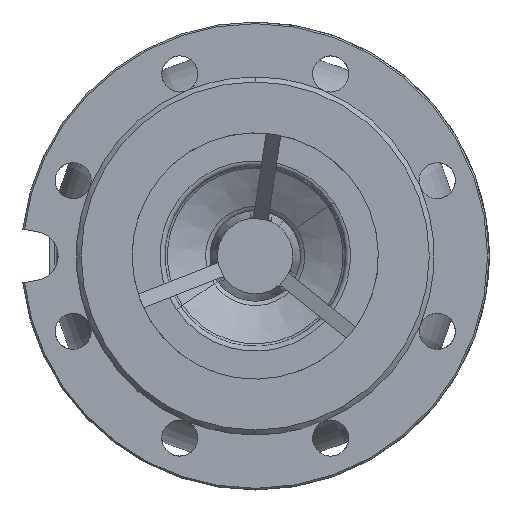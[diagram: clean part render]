
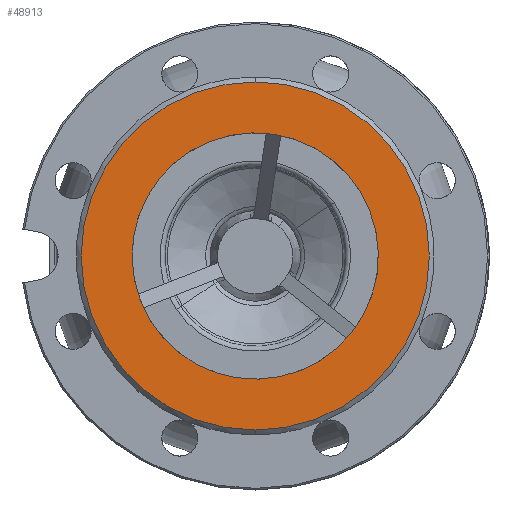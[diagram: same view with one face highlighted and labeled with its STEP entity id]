
A CAD part, left-side view. The second image highlights one B-rep face of the part: STEP entity #48913.
In plain terms, the highlighted planar face has unit normal (-1, 0, 0).
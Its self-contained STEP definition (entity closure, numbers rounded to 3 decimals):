
#11235 = CARTESIAN_POINT ( 'NONE',  ( -115., 58.668, 46.724 ) ) ;
#13247 = AXIS2_PLACEMENT_3D ( 'NONE', #13271, #13270, #13269 ) ;
#13269 = DIRECTION ( 'NONE',  ( 0., 0.782, 0.623 ) ) ;
#13270 = DIRECTION ( 'NONE',  ( -1., 0., 0. ) ) ;
#13271 = CARTESIAN_POINT ( 'NONE',  ( -115., 0., 0. ) ) ;
#13272 = CIRCLE ( 'NONE', #13247, 75. ) ;
#26934 = FACE_BOUND ( 'NONE', #48911, .T. ) ;
#26953 = AXIS2_PLACEMENT_3D ( 'NONE', #27089, #27087, #27085 ) ;
#26959 = PLANE ( 'NONE',  #26953 ) ;
#27036 = FACE_OUTER_BOUND ( 'NONE', #48900, .T. ) ;
#27085 = DIRECTION ( 'NONE',  ( 0., 0., 1. ) ) ;
#27087 = DIRECTION ( 'NONE',  ( -1., 0., 0. ) ) ;
#27089 = CARTESIAN_POINT ( 'NONE',  ( -115., 106., 0. ) ) ;
#27271 = CIRCLE ( 'NONE', #27329, 106. ) ;
#27325 = DIRECTION ( 'NONE',  ( 0., 0., 1. ) ) ;
#27326 = DIRECTION ( 'NONE',  ( -1., 0., 0. ) ) ;
#27328 = CARTESIAN_POINT ( 'NONE',  ( -115., 0., 0. ) ) ;
#27329 = AXIS2_PLACEMENT_3D ( 'NONE', #27328, #27326, #27325 ) ;
#28390 = CIRCLE ( 'NONE', #28420, 75. ) ;
#28417 = DIRECTION ( 'NONE',  ( 0., 0.782, 0.623 ) ) ;
#28418 = DIRECTION ( 'NONE',  ( -1., 0., 0. ) ) ;
#28419 = CARTESIAN_POINT ( 'NONE',  ( -115., 0., 0. ) ) ;
#28420 = AXIS2_PLACEMENT_3D ( 'NONE', #28419, #28418, #28417 ) ;
#28617 = CARTESIAN_POINT ( 'NONE',  ( -115., -58.668, -46.724 ) ) ;
#28963 = VERTEX_POINT ( 'NONE', #11235 ) ;
#30608 = EDGE_CURVE ( 'NONE', #55625, #28963, #13272, .T. ) ;
#41876 = VERTEX_POINT ( 'NONE', #53931 ) ;
#41893 = VERTEX_POINT ( 'NONE', #53969 ) ;
#41899 = EDGE_CURVE ( 'NONE', #41893, #41876, #53956, .T. ) ;
#48889 = ORIENTED_EDGE ( 'NONE', *, *, #49059, .T. ) ;
#48900 = EDGE_LOOP ( 'NONE', ( #48889, #53894 ) ) ;
#48911 = EDGE_LOOP ( 'NONE', ( #53860, #48914 ) ) ;
#48913 = ADVANCED_FACE ( 'NONE', ( #27036, #26934 ), #26959, .T. ) ;
#48914 = ORIENTED_EDGE ( 'NONE', *, *, #30608, .F. ) ;
#49059 = EDGE_CURVE ( 'NONE', #41876, #41893, #27271, .T. ) ;
#53860 = ORIENTED_EDGE ( 'NONE', *, *, #53896, .F. ) ;
#53894 = ORIENTED_EDGE ( 'NONE', *, *, #41899, .T. ) ;
#53896 = EDGE_CURVE ( 'NONE', #28963, #55625, #28390, .T. ) ;
#53931 = CARTESIAN_POINT ( 'NONE',  ( -115., 0., -106. ) ) ;
#53956 = CIRCLE ( 'NONE', #54015, 106. ) ;
#53969 = CARTESIAN_POINT ( 'NONE',  ( -115., 0., 106. ) ) ;
#54011 = DIRECTION ( 'NONE',  ( 0., 0., 1. ) ) ;
#54012 = DIRECTION ( 'NONE',  ( -1., 0., 0. ) ) ;
#54013 = CARTESIAN_POINT ( 'NONE',  ( -115., 0., 0. ) ) ;
#54015 = AXIS2_PLACEMENT_3D ( 'NONE', #54013, #54012, #54011 ) ;
#55625 = VERTEX_POINT ( 'NONE', #28617 ) ;
